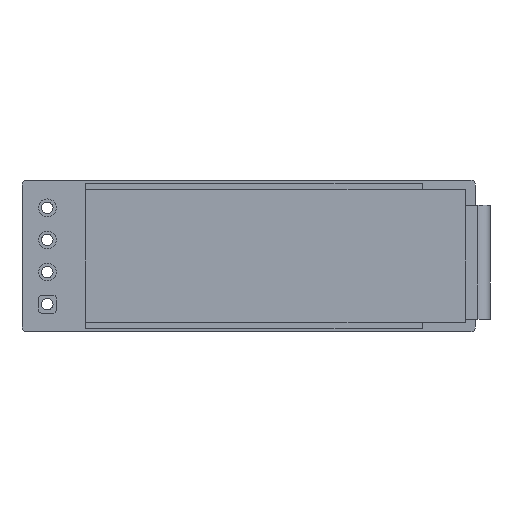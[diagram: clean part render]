
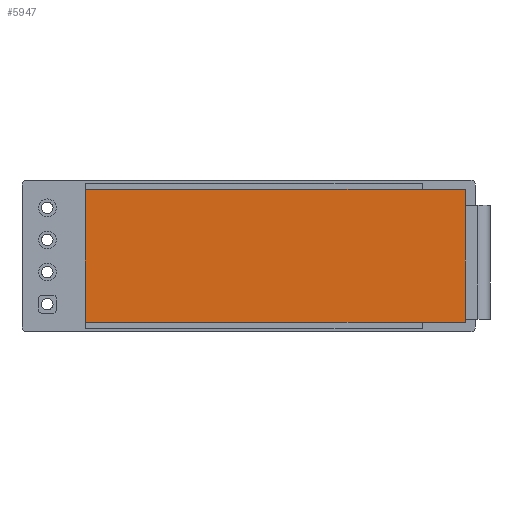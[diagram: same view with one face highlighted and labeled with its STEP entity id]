
A CAD part, top view. The second image highlights one B-rep face of the part: STEP entity #5947.
In plain terms, the highlighted planar face has unit normal (0, 0, 1).
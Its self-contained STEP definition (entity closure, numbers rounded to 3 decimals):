
#5633 = VERTEX_POINT('',#5634);
#5634 = CARTESIAN_POINT('',(0.,0.,0.5));
#5641 = PLANE('',#5642);
#5642 = AXIS2_PLACEMENT_3D('',#5643,#5644,#5645);
#5643 = CARTESIAN_POINT('',(0.,0.,0.));
#5644 = DIRECTION('',(1.,0.,-0.));
#5645 = DIRECTION('',(0.,0.,1.));
#5653 = PLANE('',#5654);
#5654 = AXIS2_PLACEMENT_3D('',#5655,#5656,#5657);
#5655 = CARTESIAN_POINT('',(0.,0.,0.));
#5656 = DIRECTION('',(-0.,1.,0.));
#5657 = DIRECTION('',(0.,0.,1.));
#5694 = VERTEX_POINT('',#5695);
#5695 = CARTESIAN_POINT('',(0.,10.5,0.5));
#5709 = PLANE('',#5710);
#5710 = AXIS2_PLACEMENT_3D('',#5711,#5712,#5713);
#5711 = CARTESIAN_POINT('',(0.,10.5,0.));
#5712 = DIRECTION('',(-0.,1.,0.));
#5713 = DIRECTION('',(0.,0.,1.));
#5721 = EDGE_CURVE('',#5633,#5694,#5722,.T.);
#5722 = SURFACE_CURVE('',#5723,(#5727,#5734),.PCURVE_S1.);
#5723 = LINE('',#5724,#5725);
#5724 = CARTESIAN_POINT('',(0.,0.,0.5));
#5725 = VECTOR('',#5726,1.);
#5726 = DIRECTION('',(-0.,1.,0.));
#5727 = PCURVE('',#5641,#5728);
#5728 = DEFINITIONAL_REPRESENTATION('',(#5729),#5733);
#5729 = LINE('',#5730,#5731);
#5730 = CARTESIAN_POINT('',(0.5,0.));
#5731 = VECTOR('',#5732,1.);
#5732 = DIRECTION('',(0.,-1.));
#5733 = ( GEOMETRIC_REPRESENTATION_CONTEXT(2) 
PARAMETRIC_REPRESENTATION_CONTEXT() REPRESENTATION_CONTEXT('2D SPACE',''
  ) );
#5734 = PCURVE('',#5735,#5740);
#5735 = PLANE('',#5736);
#5736 = AXIS2_PLACEMENT_3D('',#5737,#5738,#5739);
#5737 = CARTESIAN_POINT('',(0.,0.,0.5));
#5738 = DIRECTION('',(0.,0.,1.));
#5739 = DIRECTION('',(1.,0.,-0.));
#5740 = DEFINITIONAL_REPRESENTATION('',(#5741),#5745);
#5741 = LINE('',#5742,#5743);
#5742 = CARTESIAN_POINT('',(0.,0.));
#5743 = VECTOR('',#5744,1.);
#5744 = DIRECTION('',(0.,1.));
#5745 = ( GEOMETRIC_REPRESENTATION_CONTEXT(2) 
PARAMETRIC_REPRESENTATION_CONTEXT() REPRESENTATION_CONTEXT('2D SPACE',''
  ) );
#5753 = VERTEX_POINT('',#5754);
#5754 = CARTESIAN_POINT('',(30.,0.,0.5));
#5761 = PLANE('',#5762);
#5762 = AXIS2_PLACEMENT_3D('',#5763,#5764,#5765);
#5763 = CARTESIAN_POINT('',(30.,0.,0.));
#5764 = DIRECTION('',(1.,0.,-0.));
#5765 = DIRECTION('',(0.,0.,1.));
#5804 = VERTEX_POINT('',#5805);
#5805 = CARTESIAN_POINT('',(30.,10.5,0.5));
#5826 = EDGE_CURVE('',#5753,#5804,#5827,.T.);
#5827 = SURFACE_CURVE('',#5828,(#5832,#5839),.PCURVE_S1.);
#5828 = LINE('',#5829,#5830);
#5829 = CARTESIAN_POINT('',(30.,0.,0.5));
#5830 = VECTOR('',#5831,1.);
#5831 = DIRECTION('',(-0.,1.,0.));
#5832 = PCURVE('',#5761,#5833);
#5833 = DEFINITIONAL_REPRESENTATION('',(#5834),#5838);
#5834 = LINE('',#5835,#5836);
#5835 = CARTESIAN_POINT('',(0.5,0.));
#5836 = VECTOR('',#5837,1.);
#5837 = DIRECTION('',(0.,-1.));
#5838 = ( GEOMETRIC_REPRESENTATION_CONTEXT(2) 
PARAMETRIC_REPRESENTATION_CONTEXT() REPRESENTATION_CONTEXT('2D SPACE',''
  ) );
#5839 = PCURVE('',#5735,#5840);
#5840 = DEFINITIONAL_REPRESENTATION('',(#5841),#5845);
#5841 = LINE('',#5842,#5843);
#5842 = CARTESIAN_POINT('',(30.,0.));
#5843 = VECTOR('',#5844,1.);
#5844 = DIRECTION('',(0.,1.));
#5845 = ( GEOMETRIC_REPRESENTATION_CONTEXT(2) 
PARAMETRIC_REPRESENTATION_CONTEXT() REPRESENTATION_CONTEXT('2D SPACE',''
  ) );
#5872 = EDGE_CURVE('',#5633,#5753,#5873,.T.);
#5873 = SURFACE_CURVE('',#5874,(#5878,#5885),.PCURVE_S1.);
#5874 = LINE('',#5875,#5876);
#5875 = CARTESIAN_POINT('',(0.,0.,0.5));
#5876 = VECTOR('',#5877,1.);
#5877 = DIRECTION('',(1.,0.,-0.));
#5878 = PCURVE('',#5653,#5879);
#5879 = DEFINITIONAL_REPRESENTATION('',(#5880),#5884);
#5880 = LINE('',#5881,#5882);
#5881 = CARTESIAN_POINT('',(0.5,0.));
#5882 = VECTOR('',#5883,1.);
#5883 = DIRECTION('',(0.,1.));
#5884 = ( GEOMETRIC_REPRESENTATION_CONTEXT(2) 
PARAMETRIC_REPRESENTATION_CONTEXT() REPRESENTATION_CONTEXT('2D SPACE',''
  ) );
#5885 = PCURVE('',#5735,#5886);
#5886 = DEFINITIONAL_REPRESENTATION('',(#5887),#5891);
#5887 = LINE('',#5888,#5889);
#5888 = CARTESIAN_POINT('',(0.,0.));
#5889 = VECTOR('',#5890,1.);
#5890 = DIRECTION('',(1.,0.));
#5891 = ( GEOMETRIC_REPRESENTATION_CONTEXT(2) 
PARAMETRIC_REPRESENTATION_CONTEXT() REPRESENTATION_CONTEXT('2D SPACE',''
  ) );
#5919 = EDGE_CURVE('',#5694,#5804,#5920,.T.);
#5920 = SURFACE_CURVE('',#5921,(#5925,#5932),.PCURVE_S1.);
#5921 = LINE('',#5922,#5923);
#5922 = CARTESIAN_POINT('',(0.,10.5,0.5));
#5923 = VECTOR('',#5924,1.);
#5924 = DIRECTION('',(1.,0.,-0.));
#5925 = PCURVE('',#5709,#5926);
#5926 = DEFINITIONAL_REPRESENTATION('',(#5927),#5931);
#5927 = LINE('',#5928,#5929);
#5928 = CARTESIAN_POINT('',(0.5,0.));
#5929 = VECTOR('',#5930,1.);
#5930 = DIRECTION('',(0.,1.));
#5931 = ( GEOMETRIC_REPRESENTATION_CONTEXT(2) 
PARAMETRIC_REPRESENTATION_CONTEXT() REPRESENTATION_CONTEXT('2D SPACE',''
  ) );
#5932 = PCURVE('',#5735,#5933);
#5933 = DEFINITIONAL_REPRESENTATION('',(#5934),#5938);
#5934 = LINE('',#5935,#5936);
#5935 = CARTESIAN_POINT('',(0.,10.5));
#5936 = VECTOR('',#5937,1.);
#5937 = DIRECTION('',(1.,0.));
#5938 = ( GEOMETRIC_REPRESENTATION_CONTEXT(2) 
PARAMETRIC_REPRESENTATION_CONTEXT() REPRESENTATION_CONTEXT('2D SPACE',''
  ) );
#5947 = ADVANCED_FACE('',(#5948),#5735,.T.);
#5948 = FACE_BOUND('',#5949,.T.);
#5949 = EDGE_LOOP('',(#5950,#5951,#5952,#5953));
#5950 = ORIENTED_EDGE('',*,*,#5721,.F.);
#5951 = ORIENTED_EDGE('',*,*,#5872,.T.);
#5952 = ORIENTED_EDGE('',*,*,#5826,.T.);
#5953 = ORIENTED_EDGE('',*,*,#5919,.F.);
